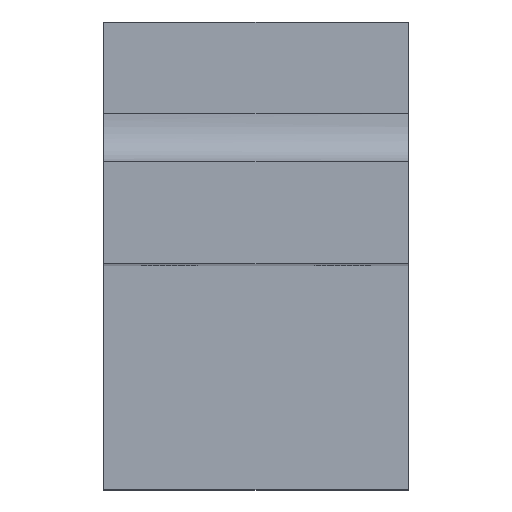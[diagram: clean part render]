
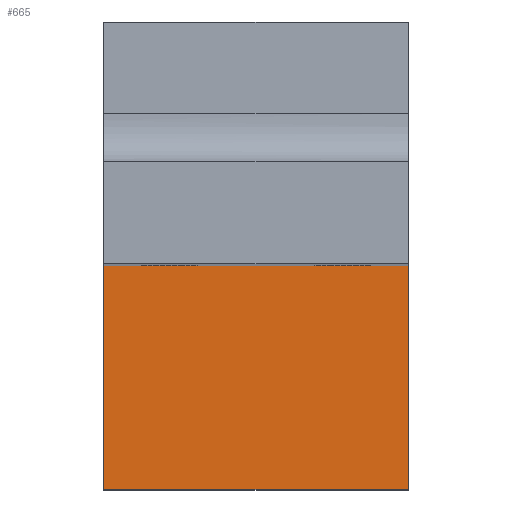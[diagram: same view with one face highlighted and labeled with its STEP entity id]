
A CAD part, top view. The second image highlights one B-rep face of the part: STEP entity #665.
In plain terms, the highlighted planar face has unit normal (0, 0, 1).
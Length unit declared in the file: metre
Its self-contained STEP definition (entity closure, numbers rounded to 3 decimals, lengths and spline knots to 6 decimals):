
#51=LINE('',#1056,#83);
#56=LINE('',#1081,#88);
#62=LINE('',#1110,#94);
#64=LINE('',#1115,#96);
#83=VECTOR('',#841,1.);
#88=VECTOR('',#862,1.);
#94=VECTOR('',#878,1.);
#96=VECTOR('',#884,1.);
#160=ORIENTED_EDGE('',*,*,#309,.T.);
#161=ORIENTED_EDGE('',*,*,#286,.T.);
#162=ORIENTED_EDGE('',*,*,#312,.F.);
#163=ORIENTED_EDGE('',*,*,#298,.F.);
#286=EDGE_CURVE('',#366,#367,#51,.T.);
#298=EDGE_CURVE('',#377,#378,#56,.T.);
#309=EDGE_CURVE('',#377,#366,#62,.T.);
#312=EDGE_CURVE('',#378,#367,#64,.T.);
#366=VERTEX_POINT('',#1057);
#367=VERTEX_POINT('',#1058);
#377=VERTEX_POINT('',#1080);
#378=VERTEX_POINT('',#1082);
#479=EDGE_LOOP('',(#160,#161,#162,#163));
#571=FACE_BOUND('',#479,.T.);
#643=PLANE('',#743);
#665=ADVANCED_FACE('',(#571),#643,.F.);
#743=AXIS2_PLACEMENT_3D('',#1114,#882,#883);
#841=DIRECTION('',(-1.,0.,0.));
#862=DIRECTION('',(-1.,0.,0.));
#878=DIRECTION('',(0.,1.,0.));
#882=DIRECTION('',(0.,0.,-1.));
#883=DIRECTION('',(-1.,0.,0.));
#884=DIRECTION('',(0.,1.,0.));
#1056=CARTESIAN_POINT('',(0.,-0.024,0.018375));
#1057=CARTESIAN_POINT('',(0.015,-0.024,0.018375));
#1058=CARTESIAN_POINT('',(-0.015,-0.024,0.018375));
#1080=CARTESIAN_POINT('',(0.015,-0.046,0.018375));
#1081=CARTESIAN_POINT('',(0.,-0.046,0.018375));
#1082=CARTESIAN_POINT('',(-0.015,-0.046,0.018375));
#1110=CARTESIAN_POINT('',(0.015,-0.046,0.018375));
#1114=CARTESIAN_POINT('',(0.,-0.046,0.018375));
#1115=CARTESIAN_POINT('',(-0.015,-0.046,0.018375));
